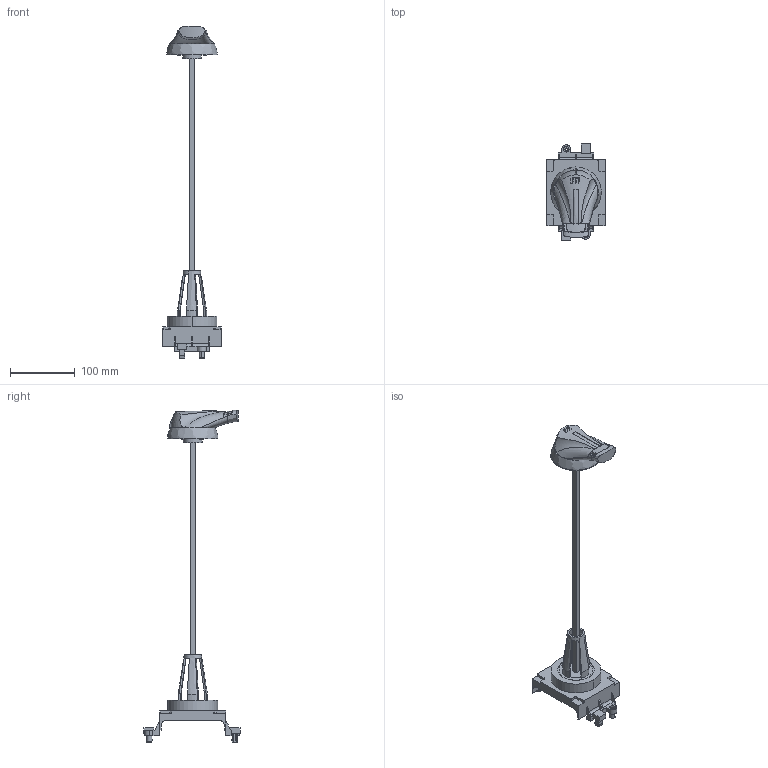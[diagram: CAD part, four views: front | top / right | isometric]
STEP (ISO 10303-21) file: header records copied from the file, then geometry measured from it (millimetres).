
FILE_DESCRIPTION(('Open CASCADE Model'),'2;1');
FILE_NAME('Open CASCADE Shape Model','2018-09-24T09:31:16',('Author'),( 'Open CASCADE'),'Open CASCADE STEP processor 7.3','Open CASCADE 7.3' ,'Unknown');
FILE_SCHEMA(('AUTOMOTIVE_DESIGN { 1 0 10303 214 1 1 1 1 }'));
Length unit declared in the file: millimetre
Products named in the file (388): Open CASCADE STEP translator 7.3 1; Open CASCADE STEP translator 7.3 1.1; Open CASCADE STEP translator 7.3 1.2; Open CASCADE STEP translator 7.3 1.3; Open CASCADE STEP translator 7.3 1.4; Open CASCADE STEP translator 7.3 1.5; Open CASCADE STEP translator 7.3 1.6; Open CASCADE STEP translator 7.3 1.7; Open CASCADE STEP translator 7.3 1.8; Open CASCADE STEP translator 7.3 1.9; Open CASCADE STEP translator 7.3 1.10; Open CASCADE STEP translator 7.3 1.11; Open CASCADE STEP translator 7.3 1.12; Open CASCADE STEP translator 7.3 1.13; Open CASCADE STEP translator 7.3 1.14; Open CASCADE STEP translator 7.3 1.15; Open CASCADE STEP translator 7.3 1.16; Open CASCADE STEP translator 7.3 1.17; Open CASCADE STEP translator 7.3 1.18; Open CASCADE STEP translator 7.3 1.19; Open CASCADE STEP translator 7.3 1.20; Open CASCADE STEP translator 7.3 1.21; Open CASCADE STEP translator 7.3 1.22; Open CASCADE STEP translator 7.3 1.23; Open CASCADE STEP translator 7.3 1.24; Open CASCADE STEP translator 7.3 1.25; Open CASCADE STEP translator 7.3 1.26; Open CASCADE STEP translator 7.3 1.27; Open CASCADE STEP translator 7.3 1.28; Open CASCADE STEP translator 7.3 1.29; Open CASCADE STEP translator 7.3 1.30; Open CASCADE STEP translator 7.3 1.31; Open CASCADE STEP translator 7.3 1.32; Open CASCADE STEP translator 7.3 1.33; Open CASCADE STEP translator 7.3 1.34; Open CASCADE STEP translator 7.3 1.35; Open CASCADE STEP translator 7.3 1.36; Open CASCADE STEP translator 7.3 1.37; Open CASCADE STEP translator 7.3 1.38; Open CASCADE STEP translator 7.3 1.39 ...
Assembly tree (387 placements, depth 3):
  Open CASCADE STEP translator 7.3 1
    Open CASCADE STEP translator 7.3 1.1
    Open CASCADE STEP translator 7.3 1.2
    Open CASCADE STEP translator 7.3 1.3
    Open CASCADE STEP translator 7.3 1.4
    Open CASCADE STEP translator 7.3 1.5
    Open CASCADE STEP translator 7.3 1.6
    Open CASCADE STEP translator 7.3 1.7
    Open CASCADE STEP translator 7.3 1.8
    Open CASCADE STEP translator 7.3 1.9
    Open CASCADE STEP translator 7.3 1.10
    Open CASCADE STEP translator 7.3 1.11
    Open CASCADE STEP translator 7.3 1.12
    Open CASCADE STEP translator 7.3 1.13
    Open CASCADE STEP translator 7.3 1.14
    Open CASCADE STEP translator 7.3 1.15
    Open CASCADE STEP translator 7.3 1.16
    Open CASCADE STEP translator 7.3 1.17
    Open CASCADE STEP translator 7.3 1.18
    Open CASCADE STEP translator 7.3 1.19
    Open CASCADE STEP translator 7.3 1.20
    Open CASCADE STEP translator 7.3 1.21
    Open CASCADE STEP translator 7.3 1.22
    Open CASCADE STEP translator 7.3 1.23
    Open CASCADE STEP translator 7.3 1.24
    Open CASCADE STEP translator 7.3 1.25
    Open CASCADE STEP translator 7.3 1.26
    Open CASCADE STEP translator 7.3 1.27
    Open CASCADE STEP translator 7.3 1.28
    Open CASCADE STEP translator 7.3 1.29
    Open CASCADE STEP translator 7.3 1.30
    Open CASCADE STEP translator 7.3 1.31
    Open CASCADE STEP translator 7.3 1.32
    Open CASCADE STEP translator 7.3 1.33
    Open CASCADE STEP translator 7.3 1.34
    Open CASCADE STEP translator 7.3 1.35
    Open CASCADE STEP translator 7.3 1.36
    Open CASCADE STEP translator 7.3 1.37
    Open CASCADE STEP translator 7.3 1.38
    Open CASCADE STEP translator 7.3 1.39
    Open CASCADE STEP translator 7.3 1.40
    Open CASCADE STEP translator 7.3 1.41
    Open CASCADE STEP translator 7.3 1.42
    Open CASCADE STEP translator 7.3 1.43
    Open CASCADE STEP translator 7.3 1.44
    Open CASCADE STEP translator 7.3 1.45
    Open CASCADE STEP translator 7.3 1.46
    Open CASCADE STEP translator 7.3 1.47
    Open CASCADE STEP translator 7.3 1.48
    Open CASCADE STEP translator 7.3 1.49
    Open CASCADE STEP translator 7.3 1.50
    Open CASCADE STEP translator 7.3 1.51
    Open CASCADE STEP translator 7.3 1.52
    Open CASCADE STEP translator 7.3 1.53
    Open CASCADE STEP translator 7.3 1.54
    Open CASCADE STEP translator 7.3 1.55
      Open CASCADE STEP translator 7.3 1.55.1
      Open CASCADE STEP translator 7.3 1.55.2
      Open CASCADE STEP translator 7.3 1.55.3
      Open CASCADE STEP translator 7.3 1.55.4
Bounding box: 90 x 148.5 x 512.77 mm (x, y, z)
Volume: 615.6 mm3; surface area: 96737.1 mm2
Topology: 1 solids, 386 shells, 395 faces, 2099 edges, 2076 vertices
Faces by surface type: plane 243, cylinder 110, bspline 33, cone 9
Full cylindrical faces by diameter (mm): 3 x1, 4 x4, 4.8 x1, 5.8 x2, 8.6 x2, 9.2 x2, 29 x1
Entity records: 133607 total; most frequent: CARTESIAN_POINT 99118, DIRECTION 5597, LINE 2852, VECTOR 2852, ORIENTED_EDGE 2134, PCURVE 2134, DEFINITIONAL_REPRESENTATION 2134, EDGE_CURVE 2099
